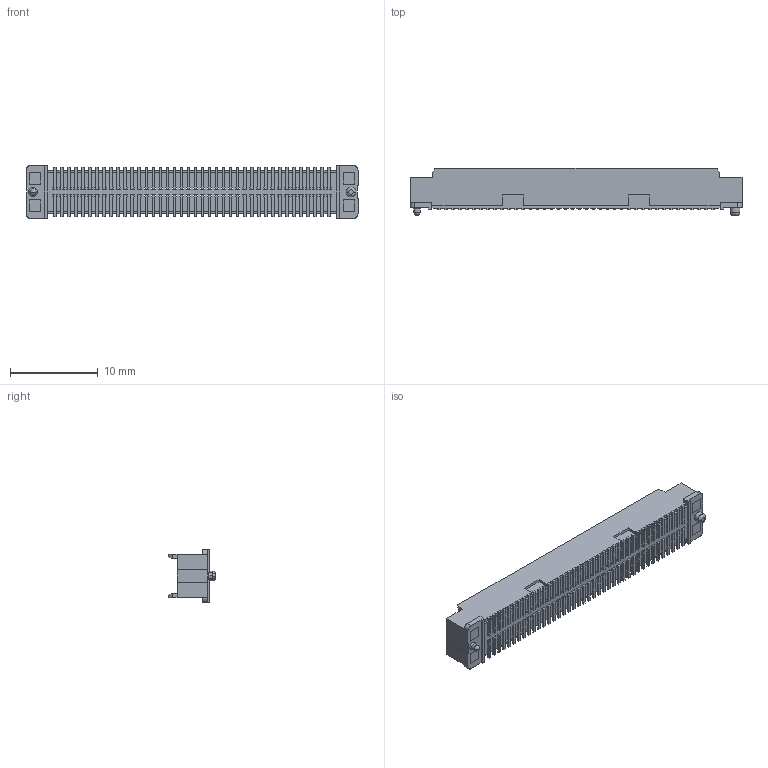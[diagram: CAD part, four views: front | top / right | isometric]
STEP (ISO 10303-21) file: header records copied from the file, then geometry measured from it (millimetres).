
FILE_DESCRIPTION((''),'2;1');
FILE_NAME('61083-081X0XXX','2017-07-27T',('gub'),('AFCI'),'CREO PARAMETRIC BY PTC INC, 2016130','CREO PARAMETRIC BY PTC INC, 2016130','');
FILE_SCHEMA(('AUTOMOTIVE_DESIGN { 1 0 10303 214 1 1 1 1 }'));
Length unit declared in the file: millimetre
Products named in the file (1): 61083-081X0XXX
Bounding box: 37.8 x 5.35 x 6 mm (x, y, z)
Volume: 424.1 mm3; surface area: 1662.1 mm2
Topology: 1 solids, 1 shells, 1664 faces, 4747 edges, 2935 vertices
Faces by surface type: plane 1626, cone 18, cylinder 16, sphere 2, bspline 2
Entity records: 64507 total; most frequent: ORIENTED_EDGE 9490, CARTESIAN_POINT 9400, DIRECTION 8125, EDGE_CURVE 4745, VECTOR 4689, LINE 4689, VERTEX_POINT 2935, AXIS2_PLACEMENT_3D 1718
